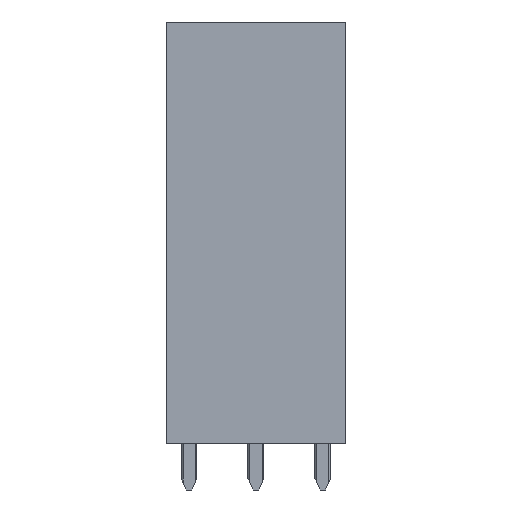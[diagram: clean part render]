
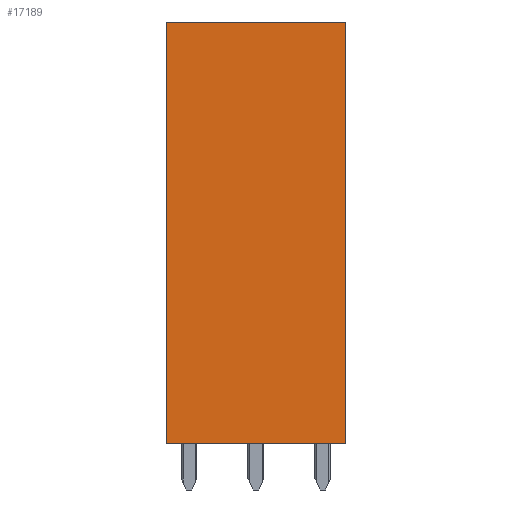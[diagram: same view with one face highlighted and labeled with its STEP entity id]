
A CAD part, left-side view. The second image highlights one B-rep face of the part: STEP entity #17189.
In plain terms, the highlighted planar face has unit normal (-1, 0, 0).
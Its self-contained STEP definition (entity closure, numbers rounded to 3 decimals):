
#17181=AXIS2_PLACEMENT_3D('Plane Axis2P3D',#17178,#17179,#17180) ;
#872=CARTESIAN_POINT('Vertex',(0.,13.6,35.5)) ;
#875=CARTESIAN_POINT('Line Origine',(0.,6.8,35.5)) ;
#879=CARTESIAN_POINT('Vertex',(0.,0.,35.5)) ;
#9205=CARTESIAN_POINT('Vertex',(0.,0.,3.5)) ;
#9208=CARTESIAN_POINT('Line Origine',(0.,6.8,3.5)) ;
#9212=CARTESIAN_POINT('Vertex',(0.,13.6,3.5)) ;
#14682=CARTESIAN_POINT('Line Origine',(0.,13.6,19.5)) ;
#16889=CARTESIAN_POINT('Line Origine',(0.,0.,19.5)) ;
#17178=CARTESIAN_POINT('Axis2P3D Location',(0.,0.,0.)) ;
#876=DIRECTION('Vector Direction',(0.,-1.,0.)) ;
#9209=DIRECTION('Vector Direction',(0.,1.,0.)) ;
#14683=DIRECTION('Vector Direction',(0.,0.,1.)) ;
#16890=DIRECTION('Vector Direction',(0.,0.,-1.)) ;
#17179=DIRECTION('Axis2P3D Direction',(-1.,0.,0.)) ;
#17180=DIRECTION('Axis2P3D XDirection',(0.,0.,1.)) ;
#877=VECTOR('Line Direction',#876,1.) ;
#9210=VECTOR('Line Direction',#9209,1.) ;
#14684=VECTOR('Line Direction',#14683,1.) ;
#16891=VECTOR('Line Direction',#16890,1.) ;
#17184=ORIENTED_EDGE('',*,*,#16893,.T.) ;
#17185=ORIENTED_EDGE('',*,*,#881,.T.) ;
#17186=ORIENTED_EDGE('',*,*,#14686,.T.) ;
#17187=ORIENTED_EDGE('',*,*,#9214,.T.) ;
#17189=ADVANCED_FACE('HOUSING',(#17188),#17182,.T.) ;
#881=EDGE_CURVE('',#880,#873,#878,.F.) ;
#9214=EDGE_CURVE('',#9213,#9206,#9211,.F.) ;
#14686=EDGE_CURVE('',#873,#9213,#14685,.F.) ;
#16893=EDGE_CURVE('',#9206,#880,#16892,.F.) ;
#17183=EDGE_LOOP('',(#17184,#17185,#17186,#17187)) ;
#17188=FACE_OUTER_BOUND('',#17183,.T.) ;
#878=LINE('Line',#875,#877) ;
#9211=LINE('Line',#9208,#9210) ;
#14685=LINE('Line',#14682,#14684) ;
#16892=LINE('Line',#16889,#16891) ;
#17182=PLANE('',#17181) ;
#873=VERTEX_POINT('',#872) ;
#880=VERTEX_POINT('',#879) ;
#9206=VERTEX_POINT('',#9205) ;
#9213=VERTEX_POINT('',#9212) ;
